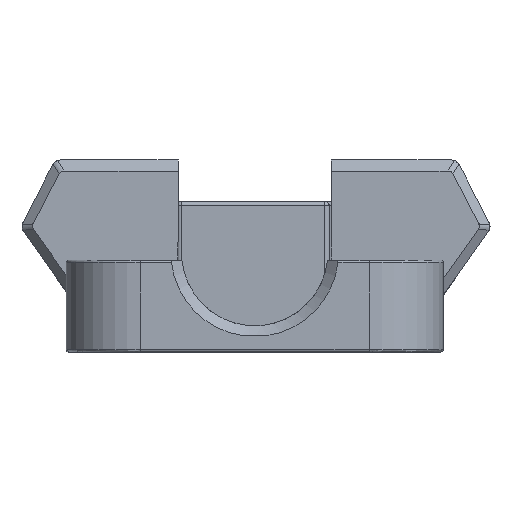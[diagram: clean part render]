
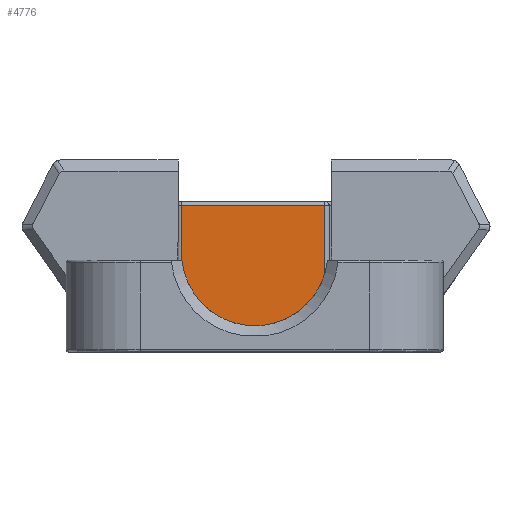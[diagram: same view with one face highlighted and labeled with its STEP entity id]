
A CAD part, front view. The second image highlights one B-rep face of the part: STEP entity #4776.
In plain terms, the highlighted face is planar.
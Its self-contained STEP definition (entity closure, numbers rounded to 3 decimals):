
#150=PLANE('',#5083);
#283=FACE_OUTER_BOUND('',#563,.T.);
#563=EDGE_LOOP('',(#3202,#3203,#3204,#3205));
#1033=LINE('',#7116,#1461);
#1036=LINE('',#7150,#1464);
#1038=LINE('',#7156,#1466);
#1039=LINE('',#7157,#1467);
#1461=VECTOR('',#5617,10.);
#1464=VECTOR('',#5632,10.);
#1466=VECTOR('',#5638,10.);
#1467=VECTOR('',#5639,10.);
#1964=VERTEX_POINT('',#7106);
#1966=VERTEX_POINT('',#7112);
#1972=VERTEX_POINT('',#7149);
#1974=VERTEX_POINT('',#7155);
#2442=EDGE_CURVE('',#1964,#1966,#1033,.T.);
#2449=EDGE_CURVE('',#1966,#1972,#1036,.T.);
#2452=EDGE_CURVE('',#1974,#1964,#1038,.T.);
#2453=EDGE_CURVE('',#1972,#1974,#1039,.T.);
#3202=ORIENTED_EDGE('',*,*,#2442,.F.);
#3203=ORIENTED_EDGE('',*,*,#2452,.F.);
#3204=ORIENTED_EDGE('',*,*,#2453,.F.);
#3205=ORIENTED_EDGE('',*,*,#2449,.F.);
#4776=ADVANCED_FACE('',(#283),#150,.T.);
#5083=AXIS2_PLACEMENT_3D('',#7154,#5636,#5637);
#5617=DIRECTION('',(1.,0.,0.022));
#5632=DIRECTION('',(0.,-1.,0.));
#5636=DIRECTION('center_axis',(-0.022,0.,
1.));
#5637=DIRECTION('ref_axis',(1.,0.,0.022));
#5638=DIRECTION('',(0.,1.,0.));
#5639=DIRECTION('',(-1.,0.,-0.022));
#7106=CARTESIAN_POINT('',(-5.664,2.753,-5.226));
#7112=CARTESIAN_POINT('',(5.765,2.753,-4.976));
#7116=CARTESIAN_POINT('',(-2.922,2.753,-5.166));
#7149=CARTESIAN_POINT('',(5.765,-8.505,-4.976));
#7150=CARTESIAN_POINT('',(5.765,-3.57,-4.976));
#7154=CARTESIAN_POINT('Origin',(-5.895,1.765,-5.231));
#7155=CARTESIAN_POINT('',(-5.664,-8.505,-5.226));
#7156=CARTESIAN_POINT('',(-5.664,-3.57,-5.226));
#7157=CARTESIAN_POINT('',(-8.071,-8.505,-5.278));
